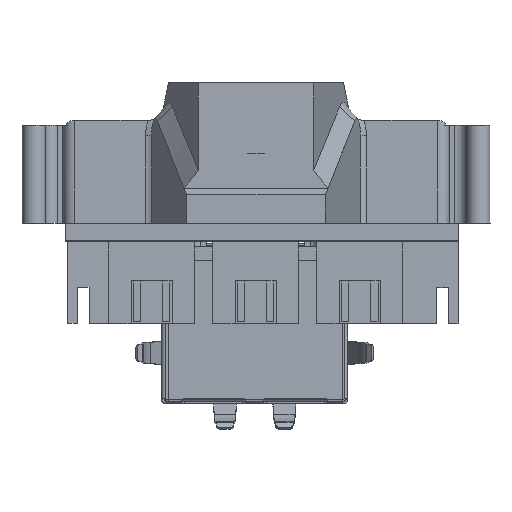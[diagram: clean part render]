
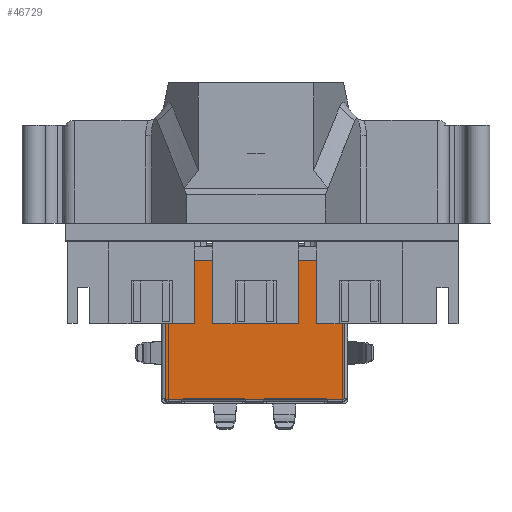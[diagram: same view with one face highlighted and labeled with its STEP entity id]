
A CAD part, front view. The second image highlights one B-rep face of the part: STEP entity #46729.
In plain terms, the highlighted face is planar.
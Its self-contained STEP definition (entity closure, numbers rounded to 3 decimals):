
#2719=PLANE('',#50521);
#5003=FACE_OUTER_BOUND('',#7955,.T.);
#7955=EDGE_LOOP('',(#41035,#41036,#41037,#41038,#41039,#41040,#41041,#41042,
#41043,#41044,#41045,#41046,#41047,#41048));
#12702=LINE('',#75029,#17827);
#12711=LINE('',#75089,#17836);
#12715=LINE('',#75097,#17840);
#12716=LINE('',#75101,#17841);
#12724=LINE('',#75121,#17849);
#12725=LINE('',#75128,#17850);
#12726=LINE('',#75132,#17851);
#12727=LINE('',#75137,#17852);
#17827=VECTOR('',#61252,1000.);
#17836=VECTOR('',#61279,1000.);
#17840=VECTOR('',#61285,1000.);
#17841=VECTOR('',#61290,1000.);
#17849=VECTOR('',#61304,1000.);
#17850=VECTOR('',#61315,1000.);
#17851=VECTOR('',#61318,1000.);
#17852=VECTOR('',#61323,1000.);
#19930=CIRCLE('',#50519,0.261);
#19932=CIRCLE('',#50522,0.261);
#19933=CIRCLE('',#50523,0.261);
#19934=CIRCLE('',#50524,0.261);
#19935=CIRCLE('',#50525,0.261);
#19936=CIRCLE('',#50526,0.261);
#23648=VERTEX_POINT('',#74914);
#23651=VERTEX_POINT('',#74989);
#23656=VERTEX_POINT('',#75064);
#23658=VERTEX_POINT('',#75087);
#23659=VERTEX_POINT('',#75088);
#23662=VERTEX_POINT('',#75096);
#23663=VERTEX_POINT('',#75100);
#23669=VERTEX_POINT('',#75114);
#23672=VERTEX_POINT('',#75119);
#23673=VERTEX_POINT('',#75126);
#23674=VERTEX_POINT('',#75129);
#23675=VERTEX_POINT('',#75131);
#23676=VERTEX_POINT('',#75134);
#23677=VERTEX_POINT('',#75136);
#29617=EDGE_CURVE('',#23651,#23648,#12702,.T.);
#29631=EDGE_CURVE('',#23658,#23659,#12711,.T.);
#29635=EDGE_CURVE('',#23656,#23662,#12715,.T.);
#29637=EDGE_CURVE('',#23663,#23662,#12716,.T.);
#29647=EDGE_CURVE('',#23669,#23672,#12724,.T.);
#29648=EDGE_CURVE('',#23672,#23648,#19930,.F.);
#29650=EDGE_CURVE('',#23673,#23651,#19932,.T.);
#29651=EDGE_CURVE('',#23673,#23663,#12725,.T.);
#29652=EDGE_CURVE('',#23656,#23674,#19933,.F.);
#29653=EDGE_CURVE('',#23675,#23674,#12726,.T.);
#29654=EDGE_CURVE('',#23659,#23675,#19934,.T.);
#29655=EDGE_CURVE('',#23676,#23658,#19935,.T.);
#29656=EDGE_CURVE('',#23677,#23676,#12727,.T.);
#29657=EDGE_CURVE('',#23677,#23669,#19936,.F.);
#41035=ORIENTED_EDGE('',*,*,#29647,.T.);
#41036=ORIENTED_EDGE('',*,*,#29648,.T.);
#41037=ORIENTED_EDGE('',*,*,#29617,.F.);
#41038=ORIENTED_EDGE('',*,*,#29650,.F.);
#41039=ORIENTED_EDGE('',*,*,#29651,.T.);
#41040=ORIENTED_EDGE('',*,*,#29637,.T.);
#41041=ORIENTED_EDGE('',*,*,#29635,.F.);
#41042=ORIENTED_EDGE('',*,*,#29652,.T.);
#41043=ORIENTED_EDGE('',*,*,#29653,.F.);
#41044=ORIENTED_EDGE('',*,*,#29654,.F.);
#41045=ORIENTED_EDGE('',*,*,#29631,.F.);
#41046=ORIENTED_EDGE('',*,*,#29655,.F.);
#41047=ORIENTED_EDGE('',*,*,#29656,.F.);
#41048=ORIENTED_EDGE('',*,*,#29657,.T.);
#46729=ADVANCED_FACE('',(#5003),#2719,.T.);
#50519=AXIS2_PLACEMENT_3D('',#75123,#61307,#61308);
#50521=AXIS2_PLACEMENT_3D('',#75125,#61311,#61312);
#50522=AXIS2_PLACEMENT_3D('',#75127,#61313,#61314);
#50523=AXIS2_PLACEMENT_3D('',#75130,#61316,#61317);
#50524=AXIS2_PLACEMENT_3D('',#75133,#61319,#61320);
#50525=AXIS2_PLACEMENT_3D('',#75135,#61321,#61322);
#50526=AXIS2_PLACEMENT_3D('',#75138,#61324,#61325);
#61252=DIRECTION('',(1.,0.,0.));
#61279=DIRECTION('',(1.,0.,0.));
#61285=DIRECTION('',(0.,0.,1.));
#61290=DIRECTION('',(1.,0.,0.));
#61304=DIRECTION('',(-1.,0.,0.));
#61307=DIRECTION('center_axis',(0.,1.,0.));
#61308=DIRECTION('ref_axis',(0.,0.,1.));
#61311=DIRECTION('center_axis',(0.,1.,0.));
#61312=DIRECTION('ref_axis',(0.,0.,1.));
#61313=DIRECTION('center_axis',(0.,1.,0.));
#61314=DIRECTION('ref_axis',(0.,0.,1.));
#61315=DIRECTION('',(0.,0.,1.));
#61316=DIRECTION('center_axis',(0.,1.,0.));
#61317=DIRECTION('ref_axis',(0.,0.,1.));
#61318=DIRECTION('',(1.,0.,0.));
#61319=DIRECTION('center_axis',(0.,1.,0.));
#61320=DIRECTION('ref_axis',(0.,0.,1.));
#61321=DIRECTION('center_axis',(0.,1.,0.));
#61322=DIRECTION('ref_axis',(0.,0.,1.));
#61323=DIRECTION('',(1.,0.,0.));
#61324=DIRECTION('center_axis',(0.,1.,0.));
#61325=DIRECTION('ref_axis',(0.,0.,1.));
#74914=CARTESIAN_POINT('',(-6.215,10.9,-6.55));
#74989=CARTESIAN_POINT('',(-7.555,10.9,-6.55));
#75029=CARTESIAN_POINT('',(-7.65,10.9,-6.55));
#75064=CARTESIAN_POINT('',(7.65,10.9,-6.455));
#75087=CARTESIAN_POINT('',(1.011,10.9,-6.42));
#75088=CARTESIAN_POINT('',(5.989,10.9,-6.42));
#75089=CARTESIAN_POINT('',(-7.65,10.9,-6.42));
#75096=CARTESIAN_POINT('',(7.65,10.9,5.35));
#75097=CARTESIAN_POINT('',(7.65,10.9,-6.85));
#75100=CARTESIAN_POINT('',(-7.65,10.9,5.35));
#75101=CARTESIAN_POINT('',(-7.65,10.9,5.35));
#75114=CARTESIAN_POINT('',(-1.011,10.9,-6.42));
#75119=CARTESIAN_POINT('',(-5.989,10.9,-6.42));
#75121=CARTESIAN_POINT('',(-7.65,10.9,-6.42));
#75123=CARTESIAN_POINT('Origin',(-5.989,10.9,-6.68));
#75125=CARTESIAN_POINT('Origin',(-7.65,10.9,-6.85));
#75126=CARTESIAN_POINT('',(-7.65,10.9,-6.455));
#75127=CARTESIAN_POINT('Origin',(-7.78,10.9,-6.68));
#75128=CARTESIAN_POINT('',(-7.65,10.9,-6.85));
#75129=CARTESIAN_POINT('',(7.555,10.9,-6.55));
#75130=CARTESIAN_POINT('Origin',(7.78,10.9,-6.68));
#75131=CARTESIAN_POINT('',(6.215,10.9,-6.55));
#75132=CARTESIAN_POINT('',(-7.65,10.9,-6.55));
#75133=CARTESIAN_POINT('Origin',(5.989,10.9,-6.68));
#75134=CARTESIAN_POINT('',(0.785,10.9,-6.55));
#75135=CARTESIAN_POINT('Origin',(1.011,10.9,-6.68));
#75136=CARTESIAN_POINT('',(-0.785,10.9,-6.55));
#75137=CARTESIAN_POINT('',(-7.65,10.9,-6.55));
#75138=CARTESIAN_POINT('Origin',(-1.011,10.9,-6.68));
